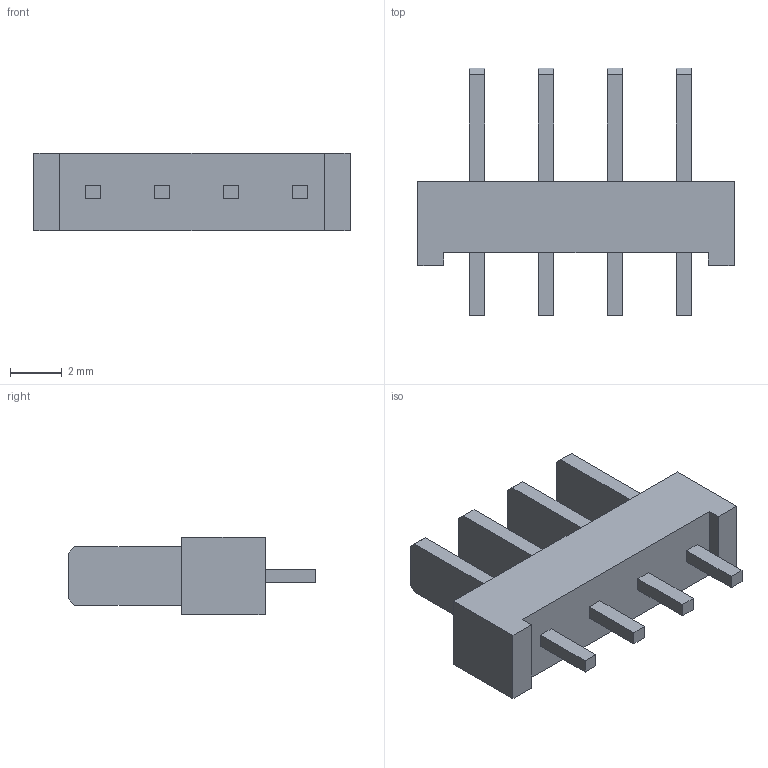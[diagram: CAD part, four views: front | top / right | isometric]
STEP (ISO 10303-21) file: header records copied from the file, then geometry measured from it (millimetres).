
FILE_DESCRIPTION(/* description */ (''),/* implementation_level */ '2;1');
FILE_NAME(/* name */ 'QP-4P-2.5-001-4.2 v2.step',/* time_stamp */ '2018-10-30T12:26:26-06:00',/* author */ (''),/* organization */ (''),/* preprocessor_version */ 'ST-DEVELOPER v17.2',/* originating_system */ 'Autodesk Translation Framework v7.6.0.251',/* authorisation */ '');
FILE_SCHEMA (('AUTOMOTIVE_DESIGN { 1 0 10303 214 3 1 1 }'));
Length unit declared in the file: millimetre
Products named in the file (1): QP-4P-2.5-001-4.2
Bounding box: 12.25 x 9.59 x 3 mm (x, y, z)
Volume: 130.5 mm3; surface area: 286.8 mm2
Topology: 1 solids, 1 shells, 60 faces, 148 edges, 98 vertices
Faces by surface type: plane 60
Entity records: 1776 total; most frequent: CARTESIAN_POINT 307, ORIENTED_EDGE 296, DIRECTION 270, LINE 148, VECTOR 148, EDGE_CURVE 148, VERTEX_POINT 98, EDGE_LOOP 68
